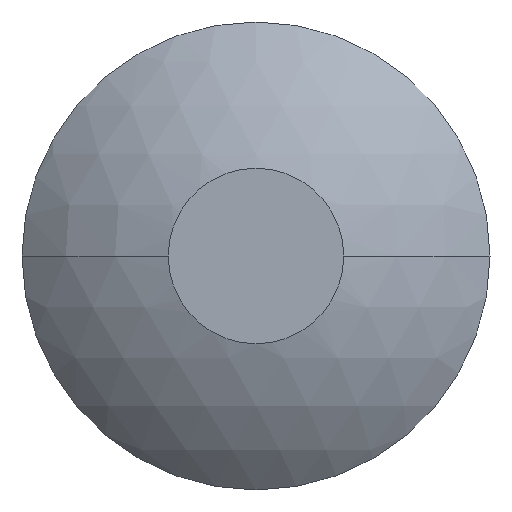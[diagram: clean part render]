
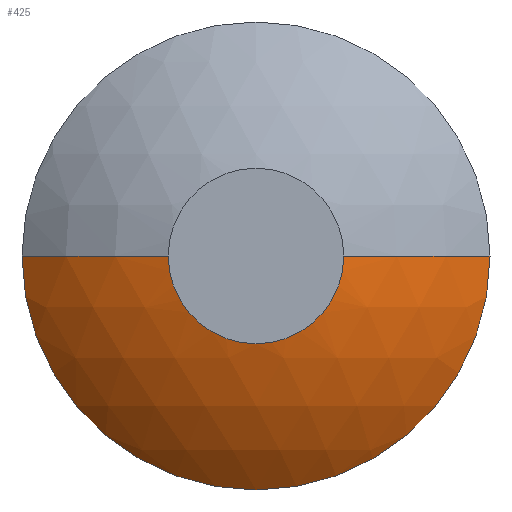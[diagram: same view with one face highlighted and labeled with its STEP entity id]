
A CAD part, front view. The second image highlights one B-rep face of the part: STEP entity #425.
In plain terms, the highlighted spherical face has radius 1450 mm.
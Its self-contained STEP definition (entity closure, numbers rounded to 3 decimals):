
#4 = DIRECTION ( 'NONE',  ( 0., 0., 1. ) ) ;
#7 = VERTEX_POINT ( 'NONE', #419 ) ;
#11 = ORIENTED_EDGE ( 'NONE', *, *, #31, .T. ) ;
#12 = CARTESIAN_POINT ( 'NONE',  ( 0., 400., 0. ) ) ;
#15 = DIRECTION ( 'NONE',  ( 0., 0., -1. ) ) ;
#24 = EDGE_CURVE ( 'NONE', #315, #103, #305, .T. ) ;
#27 = CARTESIAN_POINT ( 'NONE',  ( -375., 49.331, 0. ) ) ;
#31 = EDGE_CURVE ( 'NONE', #354, #315, #286, .T. ) ;
#42 = CARTESIAN_POINT ( 'NONE',  ( 1000., 400., 0. ) ) ;
#70 = CARTESIAN_POINT ( 'NONE',  ( 0., 49.331, 0. ) ) ;
#77 = DIRECTION ( 'NONE',  ( 0., 1., 0. ) ) ;
#100 = CARTESIAN_POINT ( 'NONE',  ( 0., 1450., 0. ) ) ;
#101 = CIRCLE ( 'NONE', #430, 1000. ) ;
#103 = VERTEX_POINT ( 'NONE', #27 ) ;
#106 = EDGE_CURVE ( 'NONE', #103, #7, #154, .T. ) ;
#110 = ORIENTED_EDGE ( 'NONE', *, *, #268, .F. ) ;
#115 = CARTESIAN_POINT ( 'NONE',  ( 375., 49.331, 0. ) ) ;
#119 = EDGE_LOOP ( 'NONE', ( #144, #342, #215, #110, #11 ) ) ;
#128 = DIRECTION ( 'NONE',  ( -1., 0., 0. ) ) ;
#141 = DIRECTION ( 'NONE',  ( 0., 1., 0. ) ) ;
#144 = ORIENTED_EDGE ( 'NONE', *, *, #24, .T. ) ;
#154 = CIRCLE ( 'NONE', #266, 1450. ) ;
#156 = SPHERICAL_SURFACE ( 'NONE', #187, 1450. ) ;
#157 = CIRCLE ( 'NONE', #294, 1450. ) ;
#187 = AXIS2_PLACEMENT_3D ( 'NONE', #421, #15, #217 ) ;
#206 = CARTESIAN_POINT ( 'NONE',  ( 0., 49.331, 0. ) ) ;
#215 = ORIENTED_EDGE ( 'NONE', *, *, #258, .F. ) ;
#217 = DIRECTION ( 'NONE',  ( 1., 0., 0. ) ) ;
#238 = CARTESIAN_POINT ( 'NONE',  ( 0., 1450., 0. ) ) ;
#252 = DIRECTION ( 'NONE',  ( 0., 0., 1. ) ) ;
#258 = EDGE_CURVE ( 'NONE', #321, #7, #101, .T. ) ;
#261 = AXIS2_PLACEMENT_3D ( 'NONE', #206, #141, #252 ) ;
#266 = AXIS2_PLACEMENT_3D ( 'NONE', #100, #303, #128 ) ;
#268 = EDGE_CURVE ( 'NONE', #354, #321, #157, .T. ) ;
#286 = CIRCLE ( 'NONE', #261, 375. ) ;
#294 = AXIS2_PLACEMENT_3D ( 'NONE', #238, #339, #409 ) ;
#303 = DIRECTION ( 'NONE',  ( 0., 0., -1. ) ) ;
#305 = CIRCLE ( 'NONE', #361, 375. ) ;
#308 = CARTESIAN_POINT ( 'NONE',  ( 0., 49.331, -375. ) ) ;
#315 = VERTEX_POINT ( 'NONE', #308 ) ;
#321 = VERTEX_POINT ( 'NONE', #42 ) ;
#322 = FACE_OUTER_BOUND ( 'NONE', #119, .T. ) ;
#339 = DIRECTION ( 'NONE',  ( 0., 0., 1. ) ) ;
#340 = DIRECTION ( 'NONE',  ( 0., 1., 0. ) ) ;
#342 = ORIENTED_EDGE ( 'NONE', *, *, #106, .T. ) ;
#347 = DIRECTION ( 'NONE',  ( 0., 0., 1. ) ) ;
#354 = VERTEX_POINT ( 'NONE', #115 ) ;
#361 = AXIS2_PLACEMENT_3D ( 'NONE', #70, #340, #4 ) ;
#409 = DIRECTION ( 'NONE',  ( 1., 0., 0. ) ) ;
#419 = CARTESIAN_POINT ( 'NONE',  ( -1000., 400., 0. ) ) ;
#421 = CARTESIAN_POINT ( 'NONE',  ( 0., 1450., 0. ) ) ;
#425 = ADVANCED_FACE ( 'NONE', ( #322 ), #156, .T. ) ;
#430 = AXIS2_PLACEMENT_3D ( 'NONE', #12, #77, #347 ) ;
